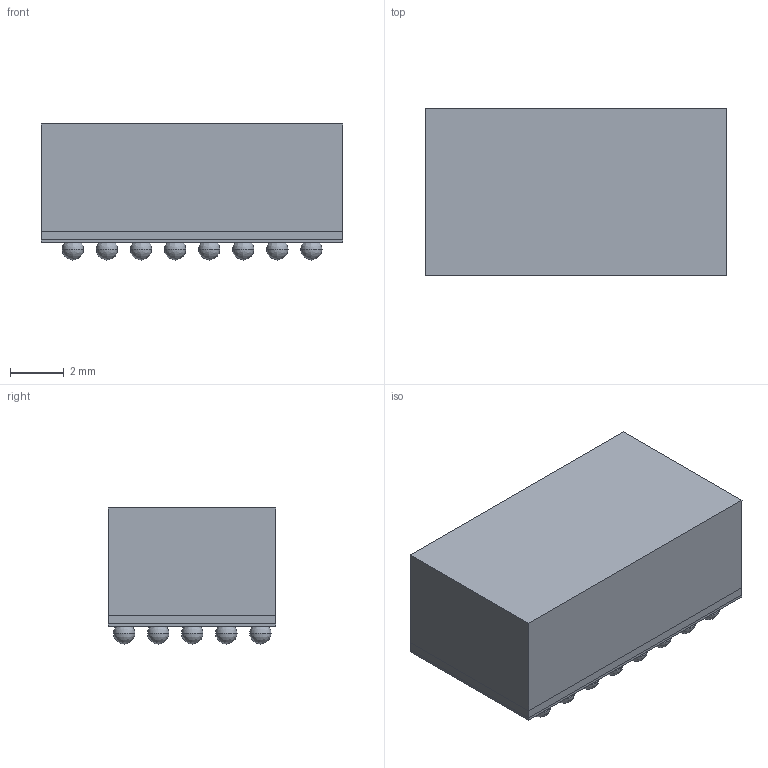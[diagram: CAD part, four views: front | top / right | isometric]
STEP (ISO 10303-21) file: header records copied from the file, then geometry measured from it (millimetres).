
FILE_DESCRIPTION (( 'STEP AP214' ), '1' );
FILE_NAME ('User Library-LTM8045.STEP', '2020-07-15T13:03:04', ( '' ), ( '' ), 'SwSTEP 2.0', 'SolidWorks 2020', '' );
FILE_SCHEMA (( 'AUTOMOTIVE_DESIGN' ));
Length unit declared in the file: millimetre
Products named in the file (1): User Library-LTM8045
Bounding box: 11.25 x 6.25 x 5.07 mm (x, y, z)
Volume: 311.6 mm3; surface area: 452.3 mm2
Topology: 41 solids, 81 shells, 199 faces, 571 edges, 218 vertices
Faces by surface type: bspline 160, plane 39
Entity records: 6509 total; most frequent: CARTESIAN_POINT 3069, ORIENTED_EDGE 502, DIRECTION 491, EDGE_CURVE 251, VERTEX_POINT 218, EDGE_LOOP 203, AXIS2_PLACEMENT_3D 200, FACE_OUTER_BOUND 199
